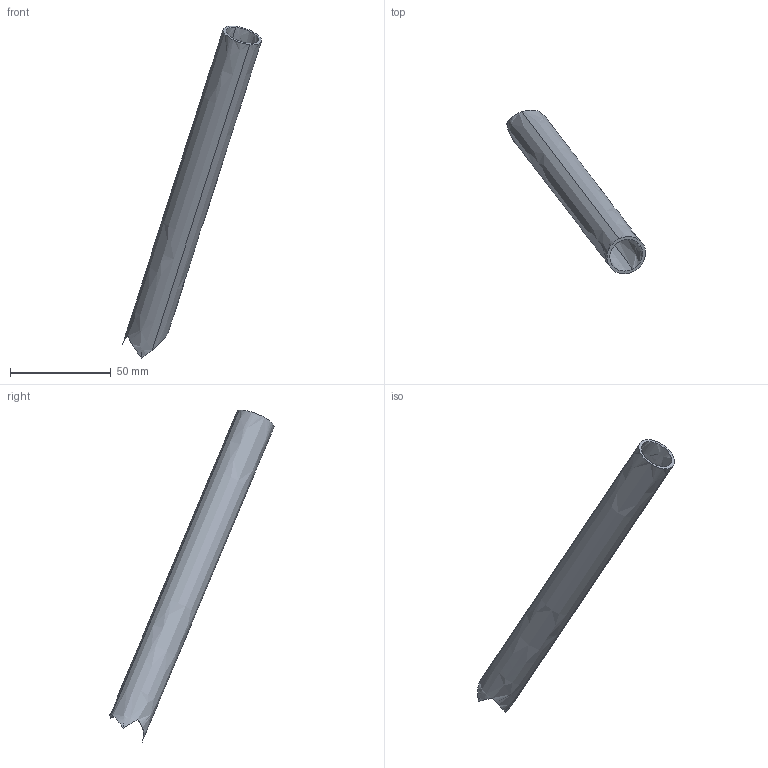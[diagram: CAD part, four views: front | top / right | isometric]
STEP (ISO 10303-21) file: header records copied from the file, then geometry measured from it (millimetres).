
FILE_DESCRIPTION(('CATIA V5 STEP Exchange'),'2;1');
FILE_NAME('62.stp','2018-12-02T16:37:32+00:00',('none'),('none'),'CATIA Version 5 Release 19 SP 2 (IN-10)','CATIA V5 STEP AP203','none');
FILE_SCHEMA(('CONFIG_CONTROL_DESIGN'));
Length unit declared in the file: millimetre
Products named in the file (1): Symmetry of Shape_762
Bounding box: 69.11 x 81.66 x 165.02 mm (x, y, z)
Volume: 14776.8 mm3; surface area: 19959.9 mm2
Topology: 1 solids, 1 shells, 10 faces, 27 edges, 18 vertices
Faces by surface type: bspline 7, cylinder 2, plane 1
Entity records: 654 total; most frequent: CARTESIAN_POINT 434, ORIENTED_EDGE 54, EDGE_CURVE 27, VERTEX_POINT 18, B_SPLINE_CURVE_WITH_KNOTS 16, EDGE_LOOP 11, DIRECTION 10, ADVANCED_FACE 10
